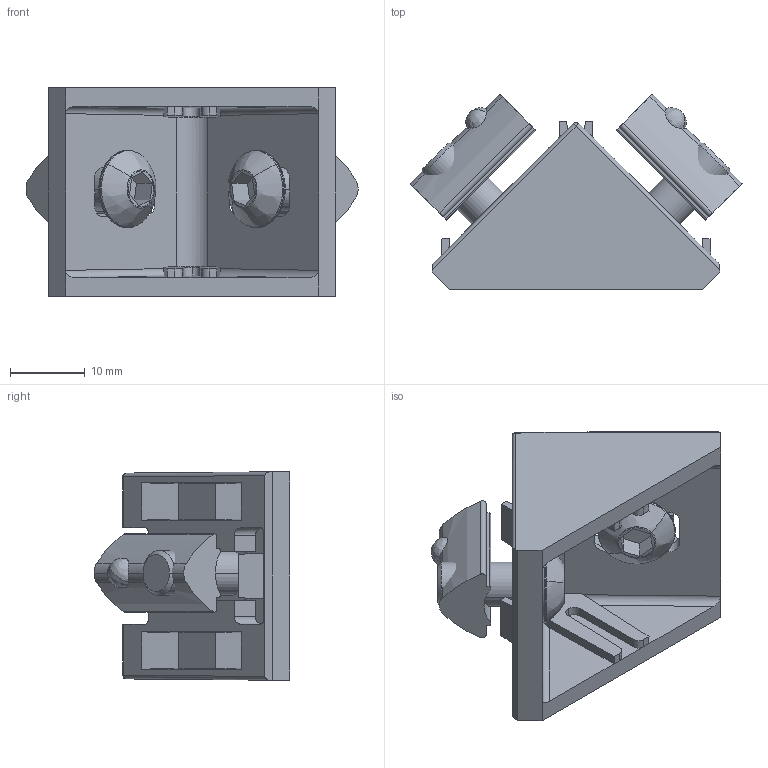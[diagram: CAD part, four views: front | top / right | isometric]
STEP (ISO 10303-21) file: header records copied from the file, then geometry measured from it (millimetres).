
FILE_DESCRIPTION (( 'STEP AP214' ), '1' );
FILE_NAME ('262300201.STEP', '2014-02-19T10:45:59', ( '' ), ( '' ), 'SwSTEP 2.0', 'SolidWorks 2014', '' );
FILE_SCHEMA (( 'AUTOMOTIVE_DESIGN' ));
Length unit declared in the file: millimetre
Products named in the file (1): 262300201
Bounding box: 44.54 x 26.26 x 28 mm (x, y, z)
Volume: 8339.2 mm3; surface area: 7620.6 mm2
Topology: 9 solids, 9 shells, 281 faces, 718 edges, 456 vertices
Faces by surface type: plane 149, cylinder 76, bspline 40, cone 16
Entity records: 13268 total; most frequent: CARTESIAN_POINT 3607, ORIENTED_EDGE 1420, DIRECTION 1244, EDGE_CURVE 710, VERTEX_POINT 456, VECTOR 432, LINE 432, AXIS2_PLACEMENT_3D 406
